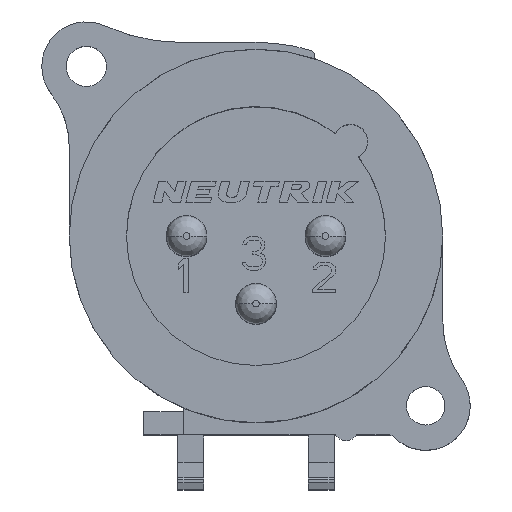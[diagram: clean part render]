
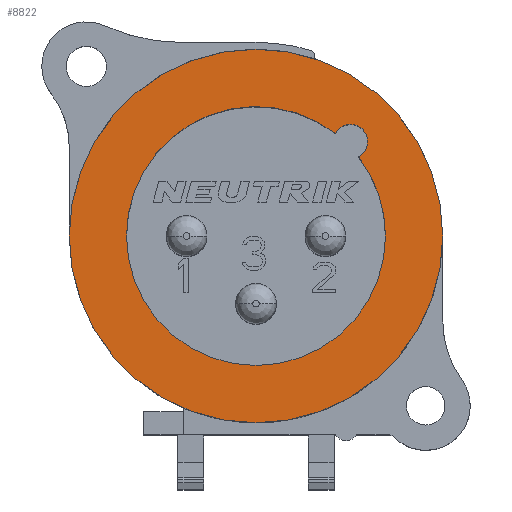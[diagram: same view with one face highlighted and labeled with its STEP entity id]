
A CAD part, top view. The second image highlights one B-rep face of the part: STEP entity #8822.
In plain terms, the highlighted planar face has unit normal (0, 0, 1).
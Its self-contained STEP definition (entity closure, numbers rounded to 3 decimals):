
#50=FACE_BOUND('',#3071,.T.);
#79=PLANE('',#9525);
#2528=FACE_OUTER_BOUND('',#3070,.T.);
#3070=EDGE_LOOP('',(#6620,#6621));
#3071=EDGE_LOOP('',(#6622,#6623,#6624,#6625,#6626));
#3632=CIRCLE('',#9425,1.);
#3634=CIRCLE('',#9428,7.556);
#3636=CIRCLE('',#9431,7.556);
#3644=CIRCLE('',#9444,10.9);
#3692=CIRCLE('',#9512,10.9);
#3699=CIRCLE('',#9526,7.556);
#3700=CIRCLE('',#9527,1.);
#4004=VERTEX_POINT('',#13164);
#4005=VERTEX_POINT('',#13166);
#4008=VERTEX_POINT('',#13173);
#4009=VERTEX_POINT('',#13175);
#4011=VERTEX_POINT('',#13181);
#4025=VERTEX_POINT('',#13218);
#4026=VERTEX_POINT('',#13219);
#4867=EDGE_CURVE('',#4004,#4005,#3632,.T.);
#4871=EDGE_CURVE('',#4008,#4009,#3634,.T.);
#4874=EDGE_CURVE('',#4009,#4011,#3636,.T.);
#4892=EDGE_CURVE('',#4025,#4026,#3644,.T.);
#5200=EDGE_CURVE('',#4026,#4025,#3692,.T.);
#5214=EDGE_CURVE('',#4005,#4008,#3699,.T.);
#5215=EDGE_CURVE('',#4011,#4004,#3700,.T.);
#6620=ORIENTED_EDGE('',*,*,#5200,.T.);
#6621=ORIENTED_EDGE('',*,*,#4892,.T.);
#6622=ORIENTED_EDGE('',*,*,#5214,.F.);
#6623=ORIENTED_EDGE('',*,*,#4867,.F.);
#6624=ORIENTED_EDGE('',*,*,#5215,.F.);
#6625=ORIENTED_EDGE('',*,*,#4874,.F.);
#6626=ORIENTED_EDGE('',*,*,#4871,.F.);
#8822=ADVANCED_FACE('',(#2528,#50),#79,.T.);
#9425=AXIS2_PLACEMENT_3D('',#13167,#10467,#10468);
#9428=AXIS2_PLACEMENT_3D('',#13176,#10475,#10476);
#9431=AXIS2_PLACEMENT_3D('',#13182,#10482,#10483);
#9444=AXIS2_PLACEMENT_3D('',#13220,#10518,#10519);
#9512=AXIS2_PLACEMENT_3D('',#13940,#10899,#10900);
#9525=AXIS2_PLACEMENT_3D('',#13967,#10931,#10932);
#9526=AXIS2_PLACEMENT_3D('',#13968,#10933,#10934);
#9527=AXIS2_PLACEMENT_3D('',#13969,#10935,#10936);
#10467=DIRECTION('center_axis',(0.,0.,
1.));
#10468=DIRECTION('ref_axis',(1.,0.,0.));
#10475=DIRECTION('center_axis',(0.,0.,
1.));
#10476=DIRECTION('ref_axis',(1.,0.,0.));
#10482=DIRECTION('center_axis',(0.,0.,
1.));
#10483=DIRECTION('ref_axis',(1.,0.,0.));
#10518=DIRECTION('center_axis',(0.,0.,
1.));
#10519=DIRECTION('ref_axis',(1.,0.,0.));
#10899=DIRECTION('center_axis',(0.,0.,
1.));
#10900=DIRECTION('ref_axis',(1.,0.,0.));
#10931=DIRECTION('center_axis',(0.,0.,
1.));
#10932=DIRECTION('ref_axis',(1.,0.,0.));
#10933=DIRECTION('center_axis',(0.,0.,
1.));
#10934=DIRECTION('ref_axis',(1.,0.,0.));
#10935=DIRECTION('center_axis',(0.,0.,
1.));
#10936=DIRECTION('ref_axis',(1.,0.,0.));
#13164=CARTESIAN_POINT('',(680.8,312.605,3.21));
#13166=CARTESIAN_POINT('',(678.911,313.063,3.21));
#13167=CARTESIAN_POINT('Origin',(679.8,312.605,3.21));
#13173=CARTESIAN_POINT('',(666.729,307.089,3.21));
#13175=CARTESIAN_POINT('',(681.84,307.089,3.21));
#13176=CARTESIAN_POINT('Origin',(674.284,307.089,3.21));
#13181=CARTESIAN_POINT('',(680.258,311.716,3.21));
#13182=CARTESIAN_POINT('Origin',(674.284,307.089,3.21));
#13218=CARTESIAN_POINT('',(685.184,307.089,3.21));
#13219=CARTESIAN_POINT('',(663.384,307.089,3.21));
#13220=CARTESIAN_POINT('Origin',(674.284,307.089,3.21));
#13940=CARTESIAN_POINT('Origin',(674.284,307.089,3.21));
#13967=CARTESIAN_POINT('Origin',(674.284,307.089,3.21));
#13968=CARTESIAN_POINT('Origin',(674.284,307.089,3.21));
#13969=CARTESIAN_POINT('Origin',(679.8,312.605,3.21));
